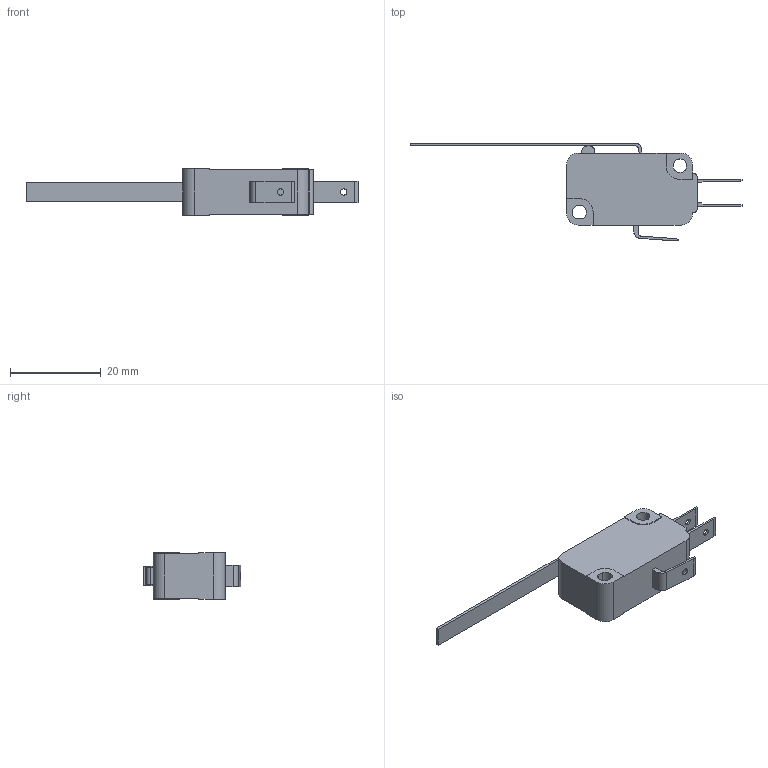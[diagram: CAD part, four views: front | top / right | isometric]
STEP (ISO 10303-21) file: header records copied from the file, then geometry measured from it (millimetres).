
FILE_DESCRIPTION(/* description */ ('Switch - Snap Action Basic'),/* implementation_level */ '2;1');
FILE_NAME(/* name */ 'SEN_Microswitch_V7-2B17D8-048.ipt.stp',/* time_stamp */ '2016-01-07T16:48:28-08:00',/* author */ ('Autodesk, Inc.'),/* organization */ ('Autodesk, Inc.'),/* preprocessor_version */ 'ST-DEVELOPER v16.1',/* originating_system */ 'Autodesk Inventor 2016',/* authorisation */ '');
FILE_SCHEMA (('AUTOMOTIVE_DESIGN { 1 0 10303 214 3 1 1 }'));
Length unit declared in the file: inch
Products named in the file (1): SEN_Microswitch_V7-2B17D8-048
Bounding box: 73.33 x 21.6 x 10.21 mm (x, y, z)
Volume: 4478.1 mm3; surface area: 2760.5 mm2
Topology: 1 solids, 1 shells, 87 faces, 245 edges, 164 vertices
Faces by surface type: plane 63, cylinder 24
Full cylindrical faces by diameter (mm): 1.397 x3, 2.997 x1
Entity records: 2862 total; most frequent: CARTESIAN_POINT 489, ORIENTED_EDGE 478, DIRECTION 463, EDGE_CURVE 239, LINE 191, VECTOR 191, VERTEX_POINT 162, AXIS2_PLACEMENT_3D 136
